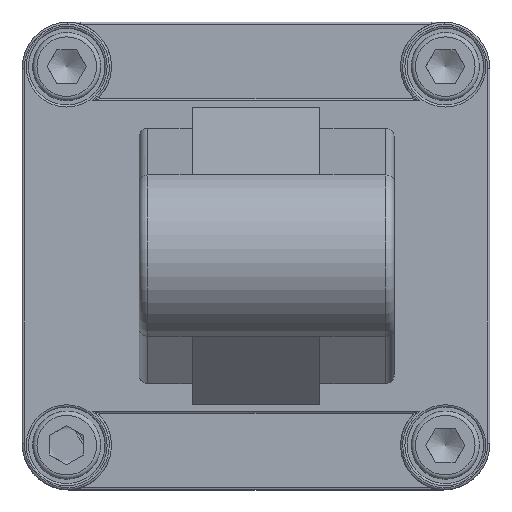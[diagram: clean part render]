
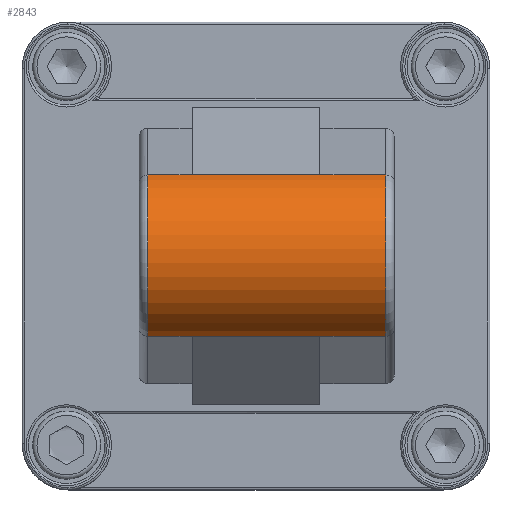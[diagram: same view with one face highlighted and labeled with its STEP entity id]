
A CAD part, top view. The second image highlights one B-rep face of the part: STEP entity #2843.
In plain terms, the highlighted cylindrical face has radius 20 mm (diameter 40 mm), a partial arc.
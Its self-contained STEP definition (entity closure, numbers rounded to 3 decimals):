
#271=LINE('',#5055,#436);
#273=LINE('',#5059,#438);
#274=LINE('',#5061,#439);
#275=LINE('',#5063,#440);
#276=LINE('',#5067,#441);
#277=LINE('',#5068,#442);
#436=VECTOR('',#3779,10.);
#438=VECTOR('',#3783,10.);
#439=VECTOR('',#3784,10.);
#440=VECTOR('',#3785,10.);
#441=VECTOR('',#3788,10.);
#442=VECTOR('',#3789,10.);
#552=CYLINDRICAL_SURFACE('',#3144,20.);
#653=FACE_OUTER_BOUND('',#834,.T.);
#834=EDGE_LOOP('',(#2192,#2193,#2194,#2195,#2196,#2197,#2198,#2199));
#1050=CIRCLE('',#3141,20.);
#1051=CIRCLE('',#3145,20.);
#1257=VERTEX_POINT('',#5044);
#1258=VERTEX_POINT('',#5048);
#1259=VERTEX_POINT('',#5054);
#1260=VERTEX_POINT('',#5058);
#1261=VERTEX_POINT('',#5060);
#1262=VERTEX_POINT('',#5062);
#1263=VERTEX_POINT('',#5064);
#1264=VERTEX_POINT('',#5066);
#1600=EDGE_CURVE('',#1257,#1258,#1050,.T.);
#1602=EDGE_CURVE('',#1259,#1258,#271,.T.);
#1604=EDGE_CURVE('',#1260,#1257,#273,.T.);
#1605=EDGE_CURVE('',#1261,#1260,#274,.T.);
#1606=EDGE_CURVE('',#1262,#1261,#275,.T.);
#1607=EDGE_CURVE('',#1263,#1262,#1051,.T.);
#1608=EDGE_CURVE('',#1263,#1264,#276,.T.);
#1609=EDGE_CURVE('',#1264,#1259,#277,.T.);
#2192=ORIENTED_EDGE('',*,*,#1600,.F.);
#2193=ORIENTED_EDGE('',*,*,#1604,.F.);
#2194=ORIENTED_EDGE('',*,*,#1605,.F.);
#2195=ORIENTED_EDGE('',*,*,#1606,.F.);
#2196=ORIENTED_EDGE('',*,*,#1607,.F.);
#2197=ORIENTED_EDGE('',*,*,#1608,.T.);
#2198=ORIENTED_EDGE('',*,*,#1609,.T.);
#2199=ORIENTED_EDGE('',*,*,#1602,.T.);
#2843=ADVANCED_FACE('',(#653),#552,.T.);
#3141=AXIS2_PLACEMENT_3D('',#5050,#3772,#3773);
#3144=AXIS2_PLACEMENT_3D('',#5057,#3781,#3782);
#3145=AXIS2_PLACEMENT_3D('',#5065,#3786,#3787);
#3772=DIRECTION('center_axis',(1.,0.,0.));
#3773=DIRECTION('ref_axis',(0.,0.,1.));
#3779=DIRECTION('',(1.,0.,0.));
#3781=DIRECTION('center_axis',(1.,0.,0.));
#3782=DIRECTION('ref_axis',(0.,-0.949,0.314));
#3783=DIRECTION('',(1.,0.,0.));
#3784=DIRECTION('',(1.,0.,0.));
#3785=DIRECTION('',(1.,0.,0.));
#3786=DIRECTION('center_axis',(-1.,0.,0.));
#3787=DIRECTION('ref_axis',(0.,0.,1.));
#3788=DIRECTION('',(1.,0.,0.));
#3789=DIRECTION('',(1.,0.,0.));
#5044=CARTESIAN_POINT('',(33.,18.988,47.283));
#5048=CARTESIAN_POINT('',(33.,-18.988,47.283));
#5050=CARTESIAN_POINT('Origin',(33.,0.,41.));
#5054=CARTESIAN_POINT('',(17.5,-18.988,47.283));
#5055=CARTESIAN_POINT('',(-25.,-18.988,47.283));
#5057=CARTESIAN_POINT('Origin',(-25.,0.,41.));
#5058=CARTESIAN_POINT('',(17.5,18.988,47.283));
#5059=CARTESIAN_POINT('',(-25.,18.988,47.283));
#5060=CARTESIAN_POINT('',(-12.5,18.988,47.283));
#5061=CARTESIAN_POINT('',(-25.,18.988,47.283));
#5062=CARTESIAN_POINT('',(-23.,18.988,47.283));
#5063=CARTESIAN_POINT('',(-25.,18.988,47.283));
#5064=CARTESIAN_POINT('',(-23.,-18.988,47.283));
#5065=CARTESIAN_POINT('Origin',(-23.,0.,41.));
#5066=CARTESIAN_POINT('',(-12.5,-18.988,47.283));
#5067=CARTESIAN_POINT('',(-25.,-18.988,47.283));
#5068=CARTESIAN_POINT('',(-25.,-18.988,47.283));
